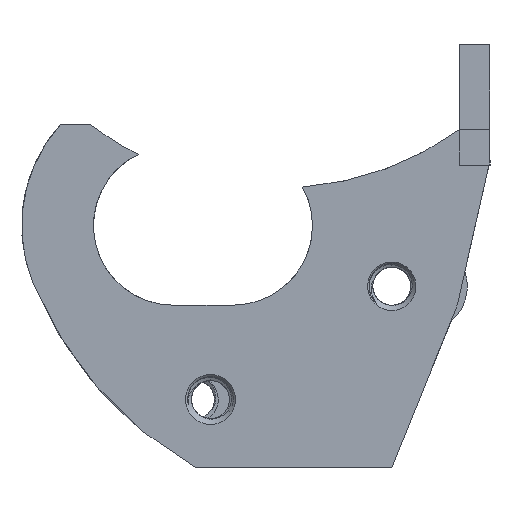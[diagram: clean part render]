
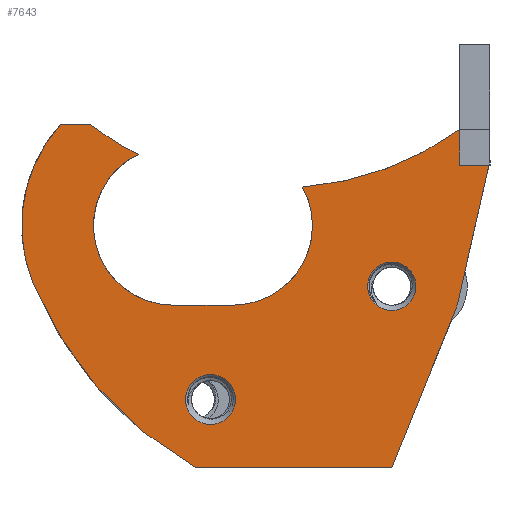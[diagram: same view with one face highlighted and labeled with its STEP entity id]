
A CAD part, left-side view. The second image highlights one B-rep face of the part: STEP entity #7643.
In plain terms, the highlighted planar face has unit normal (-1, 0, 0).
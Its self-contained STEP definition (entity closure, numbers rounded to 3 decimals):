
#1709 = EDGE_CURVE('',#1710,#1712,#1714,.T.);
#1710 = VERTEX_POINT('',#1711);
#1711 = CARTESIAN_POINT('',(-24.,16.917,11.561));
#1712 = VERTEX_POINT('',#1713);
#1713 = CARTESIAN_POINT('',(-24.,21.5,3.75));
#1714 = CIRCLE('',#1715,5.25);
#1715 = AXIS2_PLACEMENT_3D('',#1716,#1717,#1718);
#1716 = CARTESIAN_POINT('',(-24.,21.5,9.));
#1717 = DIRECTION('',(1.,0.,0.));
#1718 = DIRECTION('',(0.,0.,-1.));
#1742 = EDGE_CURVE('',#1743,#1745,#1747,.T.);
#1743 = VERTEX_POINT('',#1744);
#1744 = CARTESIAN_POINT('',(-24.,24.,-7.));
#1745 = VERTEX_POINT('',#1746);
#1746 = CARTESIAN_POINT('',(-24.,34.742,5.18));
#1747 = CIRCLE('',#1748,25.);
#1748 = AXIS2_PLACEMENT_3D('',#1749,#1750,#1751);
#1749 = CARTESIAN_POINT('',(-24.,11.637,14.729));
#1750 = DIRECTION('',(1.,0.,0.));
#1751 = DIRECTION('',(0.,0.,-1.));
#1793 = EDGE_CURVE('',#1712,#1794,#1796,.T.);
#1794 = VERTEX_POINT('',#1795);
#1795 = CARTESIAN_POINT('',(-24.,25.5,3.75));
#1796 = LINE('',#1797,#1798);
#1797 = CARTESIAN_POINT('',(-24.,21.5,3.75));
#1798 = VECTOR('',#1799,1.);
#1799 = DIRECTION('',(0.,1.,0.));
#1817 = EDGE_CURVE('',#1745,#1818,#1820,.T.);
#1818 = VERTEX_POINT('',#1819);
#1819 = CARTESIAN_POINT('',(-24.,32.927,15.696));
#1820 = CIRCLE('',#1821,10.);
#1821 = AXIS2_PLACEMENT_3D('',#1822,#1823,#1824);
#1822 = CARTESIAN_POINT('',(-24.,25.5,9.));
#1823 = DIRECTION('',(1.,0.,0.));
#1824 = DIRECTION('',(0.,0.,-1.));
#1885 = EDGE_CURVE('',#1794,#1886,#1888,.T.);
#1886 = VERTEX_POINT('',#1887);
#1887 = CARTESIAN_POINT('',(-24.,27.788,13.725));
#1888 = CIRCLE('',#1889,5.25);
#1889 = AXIS2_PLACEMENT_3D('',#1890,#1891,#1892);
#1890 = CARTESIAN_POINT('',(-24.,25.5,9.));
#1891 = DIRECTION('',(1.,0.,0.));
#1892 = DIRECTION('',(0.,0.,-1.));
#7612 = EDGE_CURVE('',#7613,#1710,#7615,.T.);
#7613 = VERTEX_POINT('',#7614);
#7614 = CARTESIAN_POINT('',(-24.,6.5,15.379));
#7615 = CIRCLE('',#7616,20.5);
#7616 = AXIS2_PLACEMENT_3D('',#7617,#7618,#7619);
#7617 = CARTESIAN_POINT('',(-24.,18.5,32.));
#7618 = DIRECTION('',(1.,0.,0.));
#7619 = DIRECTION('',(0.,0.,-1.));
#7643 = ADVANCED_FACE('',(#7644,#7714,#7725),#7736,.T.);
#7644 = FACE_BOUND('',#7645,.T.);
#7645 = EDGE_LOOP('',(#7646,#7656,#7664,#7670,#7671,#7672,#7673,#7674,
    #7683,#7689,#7690,#7691,#7699,#7707));
#7646 = ORIENTED_EDGE('',*,*,#7647,.F.);
#7647 = EDGE_CURVE('',#7648,#7650,#7652,.T.);
#7648 = VERTEX_POINT('',#7649);
#7649 = CARTESIAN_POINT('',(-24.,4.573,13.));
#7650 = VERTEX_POINT('',#7651);
#7651 = CARTESIAN_POINT('',(-24.,6.611,4.005));
#7652 = LINE('',#7653,#7654);
#7653 = CARTESIAN_POINT('',(-24.,4.5,13.32));
#7654 = VECTOR('',#7655,1.);
#7655 = DIRECTION('',(0.,0.221,-0.975
    ));
#7656 = ORIENTED_EDGE('',*,*,#7657,.T.);
#7657 = EDGE_CURVE('',#7648,#7658,#7660,.T.);
#7658 = VERTEX_POINT('',#7659);
#7659 = CARTESIAN_POINT('',(-24.,6.5,13.));
#7660 = LINE('',#7661,#7662);
#7661 = CARTESIAN_POINT('',(-24.,4.5,13.));
#7662 = VECTOR('',#7663,1.);
#7663 = DIRECTION('',(0.,1.,0.));
#7664 = ORIENTED_EDGE('',*,*,#7665,.T.);
#7665 = EDGE_CURVE('',#7658,#7613,#7666,.T.);
#7666 = LINE('',#7667,#7668);
#7667 = CARTESIAN_POINT('',(-24.,6.5,13.));
#7668 = VECTOR('',#7669,1.);
#7669 = DIRECTION('',(0.,0.,1.));
#7670 = ORIENTED_EDGE('',*,*,#7612,.T.);
#7671 = ORIENTED_EDGE('',*,*,#1709,.T.);
#7672 = ORIENTED_EDGE('',*,*,#1793,.T.);
#7673 = ORIENTED_EDGE('',*,*,#1885,.T.);
#7674 = ORIENTED_EDGE('',*,*,#7675,.T.);
#7675 = EDGE_CURVE('',#1886,#7676,#7678,.T.);
#7676 = VERTEX_POINT('',#7677);
#7677 = CARTESIAN_POINT('',(-24.,30.927,15.696));
#7678 = CIRCLE('',#7679,20.5);
#7679 = AXIS2_PLACEMENT_3D('',#7680,#7681,#7682);
#7680 = CARTESIAN_POINT('',(-24.,18.5,32.));
#7681 = DIRECTION('',(1.,0.,0.));
#7682 = DIRECTION('',(0.,0.,-1.));
#7683 = ORIENTED_EDGE('',*,*,#7684,.T.);
#7684 = EDGE_CURVE('',#7676,#1818,#7685,.T.);
#7685 = LINE('',#7686,#7687);
#7686 = CARTESIAN_POINT('',(-24.,30.927,15.696));
#7687 = VECTOR('',#7688,1.);
#7688 = DIRECTION('',(0.,1.,0.));
#7689 = ORIENTED_EDGE('',*,*,#1817,.F.);
#7690 = ORIENTED_EDGE('',*,*,#1742,.F.);
#7691 = ORIENTED_EDGE('',*,*,#7692,.F.);
#7692 = EDGE_CURVE('',#7693,#1743,#7695,.T.);
#7693 = VERTEX_POINT('',#7694);
#7694 = CARTESIAN_POINT('',(-24.,11.,-7.));
#7695 = LINE('',#7696,#7697);
#7696 = CARTESIAN_POINT('',(-24.,11.,-7.));
#7697 = VECTOR('',#7698,1.);
#7698 = DIRECTION('',(0.,1.,0.));
#7699 = ORIENTED_EDGE('',*,*,#7700,.F.);
#7700 = EDGE_CURVE('',#7701,#7693,#7703,.T.);
#7701 = VERTEX_POINT('',#7702);
#7702 = CARTESIAN_POINT('',(-24.,6.828,3.312));
#7703 = LINE('',#7704,#7705);
#7704 = CARTESIAN_POINT('',(-24.,6.828,3.312));
#7705 = VECTOR('',#7706,1.);
#7706 = DIRECTION('',(0.,0.375,-0.927));
#7707 = ORIENTED_EDGE('',*,*,#7708,.F.);
#7708 = EDGE_CURVE('',#7650,#7701,#7709,.T.);
#7709 = CIRCLE('',#7710,4.5);
#7710 = AXIS2_PLACEMENT_3D('',#7711,#7712,#7713);
#7711 = CARTESIAN_POINT('',(-24.,11.,5.));
#7712 = DIRECTION('',(1.,0.,0.));
#7713 = DIRECTION('',(0.,0.,-1.));
#7714 = FACE_BOUND('',#7715,.T.);
#7715 = EDGE_LOOP('',(#7716));
#7716 = ORIENTED_EDGE('',*,*,#7717,.F.);
#7717 = EDGE_CURVE('',#7718,#7718,#7720,.T.);
#7718 = VERTEX_POINT('',#7719);
#7719 = CARTESIAN_POINT('',(-24.,23.,-0.85));
#7720 = CIRCLE('',#7721,1.65);
#7721 = AXIS2_PLACEMENT_3D('',#7722,#7723,#7724);
#7722 = CARTESIAN_POINT('',(-24.,23.,-2.5));
#7723 = DIRECTION('',(-1.,0.,0.));
#7724 = DIRECTION('',(0.,0.,1.));
#7725 = FACE_BOUND('',#7726,.T.);
#7726 = EDGE_LOOP('',(#7727));
#7727 = ORIENTED_EDGE('',*,*,#7728,.F.);
#7728 = EDGE_CURVE('',#7729,#7729,#7731,.T.);
#7729 = VERTEX_POINT('',#7730);
#7730 = CARTESIAN_POINT('',(-24.,11.,6.6));
#7731 = CIRCLE('',#7732,1.6);
#7732 = AXIS2_PLACEMENT_3D('',#7733,#7734,#7735);
#7733 = CARTESIAN_POINT('',(-24.,11.,5.));
#7734 = DIRECTION('',(-1.,0.,0.));
#7735 = DIRECTION('',(0.,0.,1.));
#7736 = PLANE('',#7737);
#7737 = AXIS2_PLACEMENT_3D('',#7738,#7739,#7740);
#7738 = CARTESIAN_POINT('',(-24.,20.384,5.042));
#7739 = DIRECTION('',(-1.,0.,0.));
#7740 = DIRECTION('',(0.,0.,-1.));
